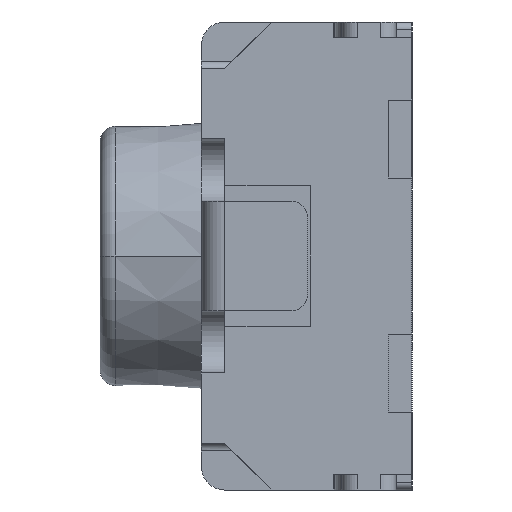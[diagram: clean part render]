
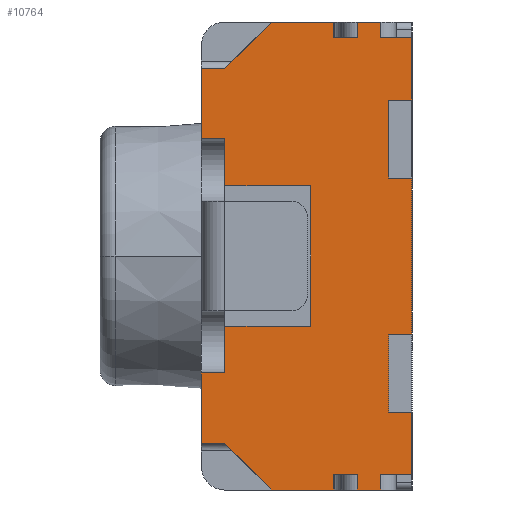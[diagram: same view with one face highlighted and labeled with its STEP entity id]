
A CAD part, left-side view. The second image highlights one B-rep face of the part: STEP entity #10764.
In plain terms, the highlighted planar face has unit normal (-1, 0, 0).
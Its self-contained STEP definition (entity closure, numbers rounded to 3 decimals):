
#67=DIRECTION('',(0.,0.,1.));
#68=VECTOR('',#67,0.4);
#69=CARTESIAN_POINT('',(-1.825,0.,-1.4));
#70=LINE('',#69,#68);
#83=DIRECTION('',(0.,0.,1.));
#84=VECTOR('',#83,1.);
#85=CARTESIAN_POINT('',(-1.825,0.,-0.5));
#86=LINE('',#85,#84);
#99=DIRECTION('',(0.,0.,1.));
#100=VECTOR('',#99,0.4);
#101=CARTESIAN_POINT('',(-1.825,0.,1.));
#102=LINE('',#101,#100);
#1953=DIRECTION('',(0.,0.,1.));
#1954=VECTOR('',#1953,0.5);
#1955=CARTESIAN_POINT('',(-1.825,0.15,-1.));
#1956=LINE('',#1955,#1954);
#1957=DIRECTION('',(0.,1.,0.));
#1958=VECTOR('',#1957,0.15);
#1959=CARTESIAN_POINT('',(-1.825,0.,-1.));
#1960=LINE('',#1959,#1958);
#1961=DIRECTION('',(0.,0.,-1.));
#1962=VECTOR('',#1961,0.1);
#1963=CARTESIAN_POINT('',(-1.825,0.2,-1.4));
#1964=LINE('',#1963,#1962);
#1965=DIRECTION('',(0.,0.,-1.));
#1966=VECTOR('',#1965,0.1);
#1967=CARTESIAN_POINT('',(-1.825,0.35,-1.4));
#1968=LINE('',#1967,#1966);
#1969=DIRECTION('',(0.,0.,1.));
#1970=VECTOR('',#1969,0.1);
#1971=CARTESIAN_POINT('',(-1.825,0.5,-1.5));
#1972=LINE('',#1971,#1970);
#1973=DIRECTION('',(0.,1.,0.));
#1974=VECTOR('',#1973,0.4);
#1975=CARTESIAN_POINT('',(-1.825,0.5,-1.5));
#1976=LINE('',#1975,#1974);
#1977=DIRECTION('',(0.,-0.707,-0.707));
#1978=VECTOR('',#1977,0.424);
#1979=CARTESIAN_POINT('',(-1.825,1.2,-1.2));
#1980=LINE('',#1979,#1978);
#1981=DIRECTION('',(0.,-1.,0.));
#1982=VECTOR('',#1981,0.15);
#1983=CARTESIAN_POINT('',(-1.825,1.35,-1.2));
#1984=LINE('',#1983,#1982);
#1985=DIRECTION('',(0.,-1.,0.));
#1986=VECTOR('',#1985,0.15);
#1987=CARTESIAN_POINT('',(-1.825,1.35,-0.75));
#1988=LINE('',#1987,#1986);
#1989=DIRECTION('',(0.,0.,-1.));
#1990=VECTOR('',#1989,0.3);
#1991=CARTESIAN_POINT('',(-1.825,1.2,-0.45));
#1992=LINE('',#1991,#1990);
#1993=DIRECTION('',(0.,-1.,0.));
#1994=VECTOR('',#1993,0.55);
#1995=CARTESIAN_POINT('',(-1.825,1.2,-0.45));
#1996=LINE('',#1995,#1994);
#1997=DIRECTION('',(0.,0.,-1.));
#1998=VECTOR('',#1997,0.9);
#1999=CARTESIAN_POINT('',(-1.825,0.65,0.45));
#2000=LINE('',#1999,#1998);
#2001=DIRECTION('',(0.,-1.,0.));
#2002=VECTOR('',#2001,0.55);
#2003=CARTESIAN_POINT('',(-1.825,1.2,0.45));
#2004=LINE('',#2003,#2002);
#2005=DIRECTION('',(0.,0.,-1.));
#2006=VECTOR('',#2005,0.3);
#2007=CARTESIAN_POINT('',(-1.825,1.2,0.75));
#2008=LINE('',#2007,#2006);
#2009=DIRECTION('',(0.,-1.,0.));
#2010=VECTOR('',#2009,0.15);
#2011=CARTESIAN_POINT('',(-1.825,1.35,0.75));
#2012=LINE('',#2011,#2010);
#2013=DIRECTION('',(0.,-1.,0.));
#2014=VECTOR('',#2013,0.15);
#2015=CARTESIAN_POINT('',(-1.825,1.35,1.2));
#2016=LINE('',#2015,#2014);
#2017=DIRECTION('',(0.,0.707,-0.707));
#2018=VECTOR('',#2017,0.424);
#2019=CARTESIAN_POINT('',(-1.825,0.9,1.5));
#2020=LINE('',#2019,#2018);
#2021=DIRECTION('',(0.,0.,-1.));
#2022=VECTOR('',#2021,0.1);
#2023=CARTESIAN_POINT('',(-1.825,0.5,1.5));
#2024=LINE('',#2023,#2022);
#2025=DIRECTION('',(0.,0.,-1.));
#2026=VECTOR('',#2025,0.1);
#2027=CARTESIAN_POINT('',(-1.825,0.35,1.5));
#2028=LINE('',#2027,#2026);
#2029=DIRECTION('',(0.,0.,-1.));
#2030=VECTOR('',#2029,0.1);
#2031=CARTESIAN_POINT('',(-1.825,0.2,1.5));
#2032=LINE('',#2031,#2030);
#2033=DIRECTION('',(0.,1.,0.));
#2034=VECTOR('',#2033,0.15);
#2035=CARTESIAN_POINT('',(-1.825,0.,1.));
#2036=LINE('',#2035,#2034);
#2037=DIRECTION('',(0.,0.,1.));
#2038=VECTOR('',#2037,0.5);
#2039=CARTESIAN_POINT('',(-1.825,0.15,0.5));
#2040=LINE('',#2039,#2038);
#2041=DIRECTION('',(0.,1.,0.));
#2042=VECTOR('',#2041,0.15);
#2043=CARTESIAN_POINT('',(-1.825,0.,0.5));
#2044=LINE('',#2043,#2042);
#2045=DIRECTION('',(0.,1.,0.));
#2046=VECTOR('',#2045,0.15);
#2047=CARTESIAN_POINT('',(-1.825,0.,-0.5));
#2048=LINE('',#2047,#2046);
#2089=DIRECTION('',(0.,-1.,0.));
#2090=VECTOR('',#2089,0.2);
#2091=CARTESIAN_POINT('',(-1.825,0.2,-1.4));
#2092=LINE('',#2091,#2090);
#2117=DIRECTION('',(0.,-1.,0.));
#2118=VECTOR('',#2117,0.15);
#2119=CARTESIAN_POINT('',(-1.825,0.5,-1.4));
#2120=LINE('',#2119,#2118);
#2185=DIRECTION('',(0.,-1.,0.));
#2186=VECTOR('',#2185,0.15);
#2187=CARTESIAN_POINT('',(-1.825,0.35,-1.5));
#2188=LINE('',#2187,#2186);
#2286=DIRECTION('',(0.,0.,1.));
#2287=VECTOR('',#2286,0.45);
#2288=CARTESIAN_POINT('',(-1.825,1.35,0.75));
#2289=LINE('',#2288,#2287);
#2312=DIRECTION('',(0.,0.,1.));
#2313=VECTOR('',#2312,0.45);
#2314=CARTESIAN_POINT('',(-1.825,1.35,-1.2));
#2315=LINE('',#2314,#2313);
#2469=DIRECTION('',(0.,1.,0.));
#2470=VECTOR('',#2469,0.2);
#2471=CARTESIAN_POINT('',(-1.825,0.,1.4));
#2472=LINE('',#2471,#2470);
#2506=DIRECTION('',(0.,1.,0.));
#2507=VECTOR('',#2506,0.15);
#2508=CARTESIAN_POINT('',(-1.825,0.35,1.4));
#2509=LINE('',#2508,#2507);
#2621=DIRECTION('',(0.,-1.,0.));
#2622=VECTOR('',#2621,0.15);
#2623=CARTESIAN_POINT('',(-1.825,0.35,1.5));
#2624=LINE('',#2623,#2622);
#2699=DIRECTION('',(0.,1.,0.));
#2700=VECTOR('',#2699,0.4);
#2701=CARTESIAN_POINT('',(-1.825,0.5,1.5));
#2702=LINE('',#2701,#2700);
#7217=CARTESIAN_POINT('',(-1.825,0.,1.4));
#7219=VERTEX_POINT('',#7217);
#7225=CARTESIAN_POINT('',(-1.825,0.5,1.5));
#7226=CARTESIAN_POINT('',(-1.825,0.5,1.4));
#7227=VERTEX_POINT('',#7225);
#7228=VERTEX_POINT('',#7226);
#7293=CARTESIAN_POINT('',(-1.825,0.2,1.5));
#7294=CARTESIAN_POINT('',(-1.825,0.2,1.4));
#7295=VERTEX_POINT('',#7293);
#7296=VERTEX_POINT('',#7294);
#7305=CARTESIAN_POINT('',(-1.825,0.35,1.5));
#7306=VERTEX_POINT('',#7305);
#7307=CARTESIAN_POINT('',(-1.825,0.35,1.4));
#7308=VERTEX_POINT('',#7307);
#7413=CARTESIAN_POINT('',(-1.825,0.65,0.45));
#7414=VERTEX_POINT('',#7413);
#7415=CARTESIAN_POINT('',(-1.825,0.65,-0.45));
#7416=VERTEX_POINT('',#7415);
#7429=CARTESIAN_POINT('',(-1.825,1.2,0.75));
#7430=VERTEX_POINT('',#7429);
#7435=CARTESIAN_POINT('',(-1.825,1.2,-0.75));
#7436=VERTEX_POINT('',#7435);
#7461=CARTESIAN_POINT('',(-1.825,1.35,0.75));
#7462=VERTEX_POINT('',#7461);
#7463=CARTESIAN_POINT('',(-1.825,1.35,-0.75));
#7464=VERTEX_POINT('',#7463);
#7465=CARTESIAN_POINT('',(-1.825,1.2,0.45));
#7466=VERTEX_POINT('',#7465);
#7467=CARTESIAN_POINT('',(-1.825,1.2,-0.45));
#7468=VERTEX_POINT('',#7467);
#7479=CARTESIAN_POINT('',(-1.825,1.35,1.2));
#7480=VERTEX_POINT('',#7479);
#7485=CARTESIAN_POINT('',(-1.825,0.9,1.5));
#7486=CARTESIAN_POINT('',(-1.825,1.2,1.2));
#7487=VERTEX_POINT('',#7485);
#7488=VERTEX_POINT('',#7486);
#7518=CARTESIAN_POINT('',(-1.825,0.5,-1.4));
#7520=VERTEX_POINT('',#7518);
#7533=CARTESIAN_POINT('',(-1.825,0.2,-1.4));
#7535=VERTEX_POINT('',#7533);
#7538=CARTESIAN_POINT('',(-1.825,0.35,-1.4));
#7540=VERTEX_POINT('',#7538);
#7553=CARTESIAN_POINT('',(-1.825,0.,-1.4));
#7554=VERTEX_POINT('',#7553);
#7557=CARTESIAN_POINT('',(-1.825,0.5,-1.5));
#7558=VERTEX_POINT('',#7557);
#7590=CARTESIAN_POINT('',(-1.825,0.2,-1.5));
#7592=VERTEX_POINT('',#7590);
#7593=CARTESIAN_POINT('',(-1.825,0.35,-1.5));
#7595=VERTEX_POINT('',#7593);
#7627=CARTESIAN_POINT('',(-1.825,1.35,-1.2));
#7628=VERTEX_POINT('',#7627);
#7639=CARTESIAN_POINT('',(-1.825,1.2,-1.2));
#7640=CARTESIAN_POINT('',(-1.825,0.9,-1.5));
#7641=VERTEX_POINT('',#7639);
#7642=VERTEX_POINT('',#7640);
#7711=CARTESIAN_POINT('',(-1.825,0.15,-1.));
#7712=CARTESIAN_POINT('',(-1.825,0.15,-0.5));
#7713=VERTEX_POINT('',#7711);
#7714=VERTEX_POINT('',#7712);
#7715=CARTESIAN_POINT('',(-1.825,0.15,0.5));
#7716=CARTESIAN_POINT('',(-1.825,0.15,1.));
#7717=VERTEX_POINT('',#7715);
#7718=VERTEX_POINT('',#7716);
#7719=CARTESIAN_POINT('',(-1.825,0.,0.5));
#7720=VERTEX_POINT('',#7719);
#7721=CARTESIAN_POINT('',(-1.825,0.,1.));
#7722=VERTEX_POINT('',#7721);
#7723=CARTESIAN_POINT('',(-1.825,0.,-1.));
#7724=VERTEX_POINT('',#7723);
#7725=CARTESIAN_POINT('',(-1.825,0.,-0.5));
#7726=VERTEX_POINT('',#7725);
#10690=CARTESIAN_POINT('',(-1.825,0.,-1.5));
#10691=DIRECTION('',(-1.,0.,0.));
#10692=DIRECTION('',(0.,0.,1.));
#10693=AXIS2_PLACEMENT_3D('',#10690,#10691,#10692);
#10694=PLANE('',#10693);
#10695=ORIENTED_EDGE('',*,*,#10633,.F.);
#10697=ORIENTED_EDGE('',*,*,#10696,.F.);
#10698=ORIENTED_EDGE('',*,*,#9612,.F.);
#10700=ORIENTED_EDGE('',*,*,#10699,.F.);
#10702=ORIENTED_EDGE('',*,*,#10701,.T.);
#10704=ORIENTED_EDGE('',*,*,#10703,.F.);
#10706=ORIENTED_EDGE('',*,*,#10705,.F.);
#10708=ORIENTED_EDGE('',*,*,#10707,.F.);
#10710=ORIENTED_EDGE('',*,*,#10709,.F.);
#10712=ORIENTED_EDGE('',*,*,#10711,.T.);
#10714=ORIENTED_EDGE('',*,*,#10713,.F.);
#10716=ORIENTED_EDGE('',*,*,#10715,.F.);
#10718=ORIENTED_EDGE('',*,*,#10717,.T.);
#10720=ORIENTED_EDGE('',*,*,#10719,.T.);
#10722=ORIENTED_EDGE('',*,*,#10721,.F.);
#10724=ORIENTED_EDGE('',*,*,#10723,.T.);
#10726=ORIENTED_EDGE('',*,*,#10725,.F.);
#10728=ORIENTED_EDGE('',*,*,#10727,.F.);
#10730=ORIENTED_EDGE('',*,*,#10729,.F.);
#10732=ORIENTED_EDGE('',*,*,#10731,.F.);
#10734=ORIENTED_EDGE('',*,*,#10733,.T.);
#10736=ORIENTED_EDGE('',*,*,#10735,.T.);
#10738=ORIENTED_EDGE('',*,*,#10737,.F.);
#10740=ORIENTED_EDGE('',*,*,#10739,.F.);
#10742=ORIENTED_EDGE('',*,*,#10741,.T.);
#10744=ORIENTED_EDGE('',*,*,#10743,.F.);
#10746=ORIENTED_EDGE('',*,*,#10745,.F.);
#10748=ORIENTED_EDGE('',*,*,#10747,.T.);
#10750=ORIENTED_EDGE('',*,*,#10749,.T.);
#10752=ORIENTED_EDGE('',*,*,#10751,.F.);
#10753=ORIENTED_EDGE('',*,*,#9628,.F.);
#10755=ORIENTED_EDGE('',*,*,#10754,.T.);
#10756=ORIENTED_EDGE('',*,*,#10649,.F.);
#10758=ORIENTED_EDGE('',*,*,#10757,.F.);
#10759=ORIENTED_EDGE('',*,*,#9620,.F.);
#10761=ORIENTED_EDGE('',*,*,#10760,.T.);
#10762=EDGE_LOOP('',(#10695,#10697,#10698,#10700,#10702,#10704,#10706,#10708,
#10710,#10712,#10714,#10716,#10718,#10720,#10722,#10724,#10726,#10728,#10730,
#10732,#10734,#10736,#10738,#10740,#10742,#10744,#10746,#10748,#10750,#10752,
#10753,#10755,#10756,#10758,#10759,#10761));
#10763=FACE_OUTER_BOUND('',#10762,.F.);
#9612=EDGE_CURVE('',#7554,#7724,#70,.T.);
#9620=EDGE_CURVE('',#7726,#7720,#86,.T.);
#9628=EDGE_CURVE('',#7722,#7219,#102,.T.);
#10633=EDGE_CURVE('',#7713,#7714,#1956,.T.);
#10649=EDGE_CURVE('',#7717,#7718,#2040,.T.);
#10696=EDGE_CURVE('',#7724,#7713,#1960,.T.);
#10699=EDGE_CURVE('',#7535,#7554,#2092,.T.);
#10701=EDGE_CURVE('',#7535,#7592,#1964,.T.);
#10703=EDGE_CURVE('',#7595,#7592,#2188,.T.);
#10705=EDGE_CURVE('',#7540,#7595,#1968,.T.);
#10707=EDGE_CURVE('',#7520,#7540,#2120,.T.);
#10709=EDGE_CURVE('',#7558,#7520,#1972,.T.);
#10711=EDGE_CURVE('',#7558,#7642,#1976,.T.);
#10713=EDGE_CURVE('',#7641,#7642,#1980,.T.);
#10715=EDGE_CURVE('',#7628,#7641,#1984,.T.);
#10717=EDGE_CURVE('',#7628,#7464,#2315,.T.);
#10719=EDGE_CURVE('',#7464,#7436,#1988,.T.);
#10721=EDGE_CURVE('',#7468,#7436,#1992,.T.);
#10723=EDGE_CURVE('',#7468,#7416,#1996,.T.);
#10725=EDGE_CURVE('',#7414,#7416,#2000,.T.);
#10727=EDGE_CURVE('',#7466,#7414,#2004,.T.);
#10729=EDGE_CURVE('',#7430,#7466,#2008,.T.);
#10731=EDGE_CURVE('',#7462,#7430,#2012,.T.);
#10733=EDGE_CURVE('',#7462,#7480,#2289,.T.);
#10735=EDGE_CURVE('',#7480,#7488,#2016,.T.);
#10737=EDGE_CURVE('',#7487,#7488,#2020,.T.);
#10739=EDGE_CURVE('',#7227,#7487,#2702,.T.);
#10741=EDGE_CURVE('',#7227,#7228,#2024,.T.);
#10743=EDGE_CURVE('',#7308,#7228,#2509,.T.);
#10745=EDGE_CURVE('',#7306,#7308,#2028,.T.);
#10747=EDGE_CURVE('',#7306,#7295,#2624,.T.);
#10749=EDGE_CURVE('',#7295,#7296,#2032,.T.);
#10751=EDGE_CURVE('',#7219,#7296,#2472,.T.);
#10754=EDGE_CURVE('',#7722,#7718,#2036,.T.);
#10757=EDGE_CURVE('',#7720,#7717,#2044,.T.);
#10760=EDGE_CURVE('',#7726,#7714,#2048,.T.);
#10764=ADVANCED_FACE('',(#10763),#10694,.T.);
